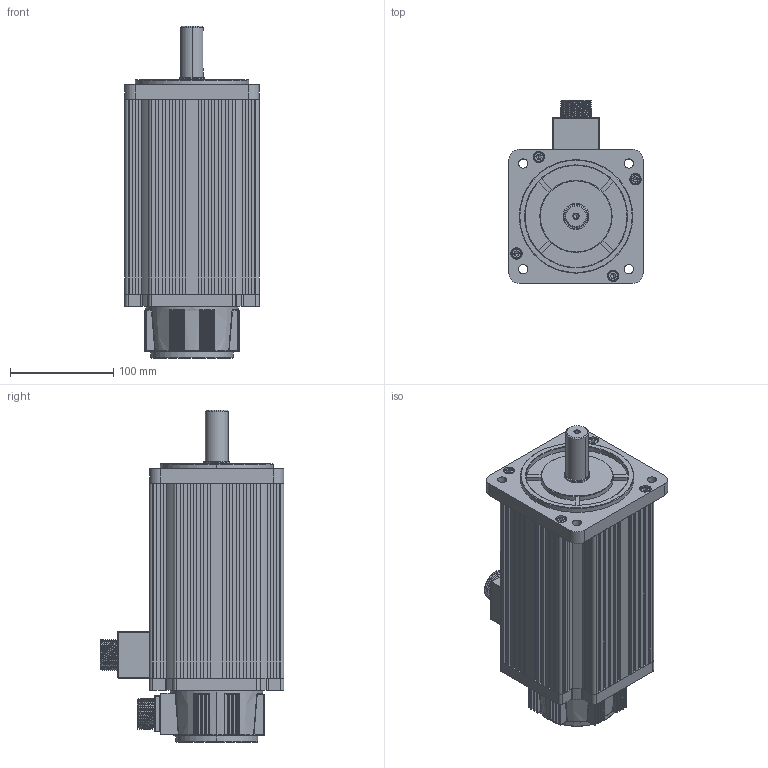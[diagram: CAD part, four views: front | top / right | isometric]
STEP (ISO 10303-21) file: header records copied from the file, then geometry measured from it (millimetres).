
FILE_DESCRIPTION (( 'STEP AP214' ), '1' );
FILE_NAME ('130SFM-E20020 ²»´ø±§Õ¢L265.STEP', '2022-06-23T03:48:18', ( '' ), ( '' ), 'SwSTEP 2.0', 'SolidWorks 2020', '' );
FILE_SCHEMA (( 'AUTOMOTIVE_DESIGN' ));
Length unit declared in the file: millimetre
Products named in the file (8): 130粣; 綴欶01; 瑤脣01; 130 儂旯; hexagon socket head cap screws gb_GB_FASTENER_SCREWS_HSHCS M6X20-N; 130SFM-E20020 祥湍惕掅L265; 130ヶ傷堤粣; 130楊擘
Assembly tree (10 placements, depth 2):
  130SFM-E20020 祥湍惕掅L265
    130ヶ傷堤粣
    130 儂旯
    130粣
    瑤脣01
    綴欶01
    130楊擘
    hexagon socket head cap screws gb_GB_FASTENER_SCREWS_HSHCS M6X20-N  x4
Bounding box: 130 x 178 x 322 mm (x, y, z)
Volume: 3618366.3 mm3; surface area: 307609.6 mm2
Topology: 10 solids, 10 shells, 1203 faces, 3046 edges, 1800 vertices
Faces by surface type: plane 458, cylinder 362, bspline 160, torus 104, cone 65, sphere 54
Entity records: 44479 total; most frequent: CARTESIAN_POINT 17308, ORIENTED_EDGE 5540, DIRECTION 4993, EDGE_CURVE 2770, AXIS2_PLACEMENT_3D 1819, VERTEX_POINT 1701, LINE 1355, VECTOR 1355
